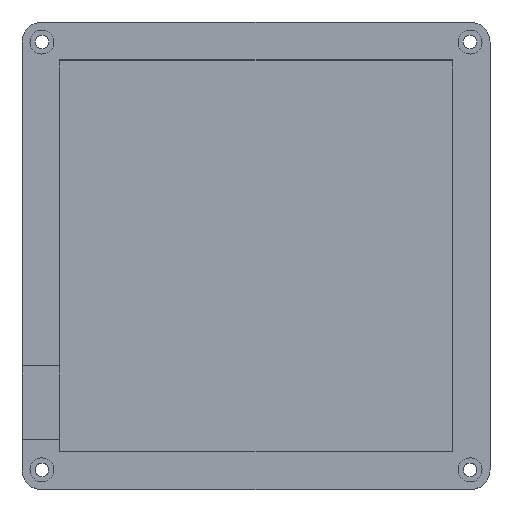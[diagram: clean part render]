
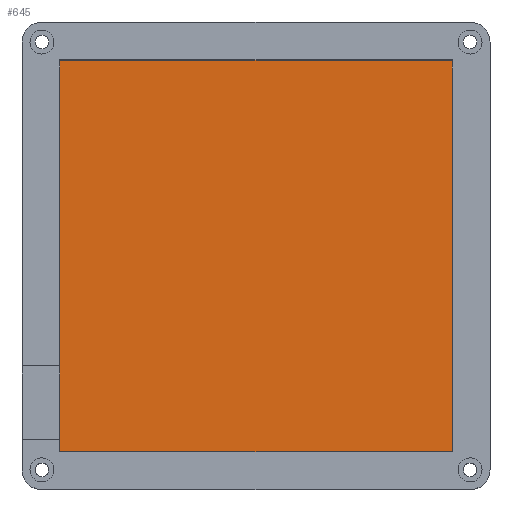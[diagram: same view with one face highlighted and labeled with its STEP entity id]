
A CAD part, top view. The second image highlights one B-rep face of the part: STEP entity #645.
In plain terms, the highlighted planar face has unit normal (0, 0, 1).
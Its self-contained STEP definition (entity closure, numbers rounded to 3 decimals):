
#59=PLANE('',#730);
#93=FACE_OUTER_BOUND('',#143,.T.);
#143=EDGE_LOOP('',(#549,#550,#551,#552));
#197=LINE('',#1092,#249);
#198=LINE('',#1094,#250);
#199=LINE('',#1096,#251);
#200=LINE('',#1097,#252);
#249=VECTOR('',#903,10.);
#250=VECTOR('',#904,10.);
#251=VECTOR('',#905,10.);
#252=VECTOR('',#906,10.);
#341=VERTEX_POINT('',#1090);
#342=VERTEX_POINT('',#1091);
#343=VERTEX_POINT('',#1093);
#344=VERTEX_POINT('',#1095);
#417=EDGE_CURVE('',#341,#342,#197,.T.);
#418=EDGE_CURVE('',#343,#341,#198,.T.);
#419=EDGE_CURVE('',#344,#343,#199,.T.);
#420=EDGE_CURVE('',#342,#344,#200,.T.);
#549=ORIENTED_EDGE('',*,*,#417,.F.);
#550=ORIENTED_EDGE('',*,*,#418,.F.);
#551=ORIENTED_EDGE('',*,*,#419,.F.);
#552=ORIENTED_EDGE('',*,*,#420,.F.);
#645=ADVANCED_FACE('',(#93),#59,.T.);
#730=AXIS2_PLACEMENT_3D('',#1089,#901,#902);
#901=DIRECTION('center_axis',(0.,0.,1.));
#902=DIRECTION('ref_axis',(0.,-1.,0.));
#903=DIRECTION('',(-1.,0.,0.));
#904=DIRECTION('',(0.,-1.,0.));
#905=DIRECTION('',(1.,0.,0.));
#906=DIRECTION('',(0.,1.,0.));
#1089=CARTESIAN_POINT('Origin',(49.385,-58.816,-6.5));
#1090=CARTESIAN_POINT('',(98.769,-108.131,-6.5));
#1091=CARTESIAN_POINT('',(0.,-108.131,-6.5));
#1092=CARTESIAN_POINT('',(74.077,-108.131,-6.5));
#1093=CARTESIAN_POINT('',(98.769,-9.5,-6.5));
#1094=CARTESIAN_POINT('',(98.769,-34.158,-6.5));
#1095=CARTESIAN_POINT('',(0.,-9.5,-6.5));
#1096=CARTESIAN_POINT('',(24.692,-9.5,-6.5));
#1097=CARTESIAN_POINT('',(0.,-83.473,-6.5));
